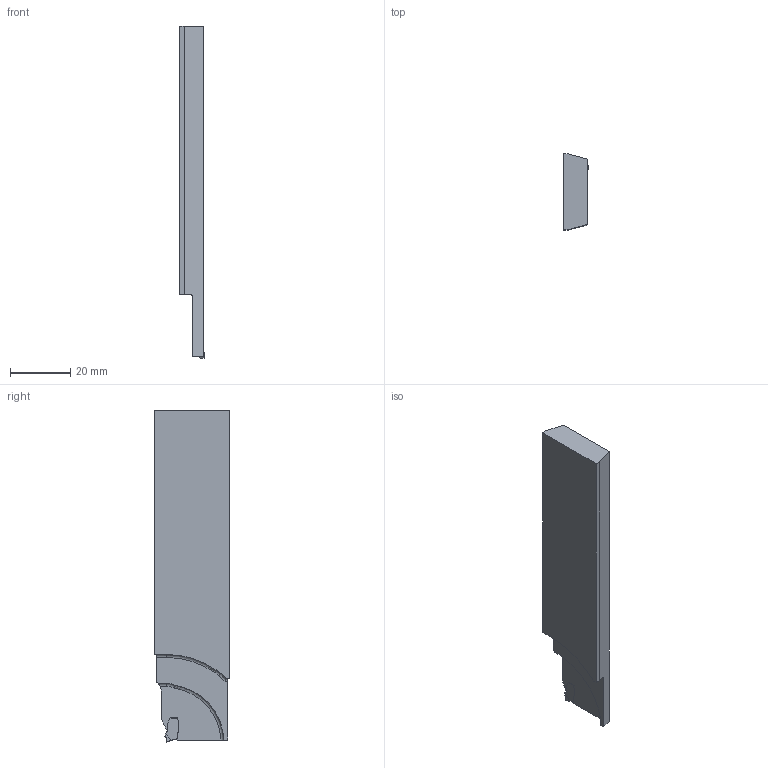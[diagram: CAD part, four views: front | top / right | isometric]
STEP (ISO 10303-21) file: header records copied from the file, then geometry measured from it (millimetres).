
FILE_DESCRIPTION(/* description */ (''),/* implementation_level */ '2;1');
FILE_NAME(/* name */ 'toolassembly_1.stp',/* time_stamp */ '2019-12-23T08:59:36+01:00',/* author */ (''),/* organization */ ('SMS'),/* preprocessor_version */ 'ST-DEVELOPER v16.7',/* originating_system */ 'SIEMENS PLM Software NX 12.0',/* authorisation */ '');
FILE_SCHEMA (('AUTOMOTIVE_DESIGN { 1 0 10303 214 3 1 1 1 }'));
Length unit declared in the file: millimetre
Products named in the file (4): ASSEMBLY_CONSTRUCTION; CUT_20191223085910; NOCUT_20191223085841; TOOLASSEMBLY_1
Assembly tree (3 placements, depth 2):
  TOOLASSEMBLY_1
    NOCUT_20191223085841
    CUT_20191223085910
    ASSEMBLY_CONSTRUCTION
Bounding box: 8.15 x 25.1 x 110 mm (x, y, z)
Volume: 17133.6 mm3; surface area: 6972.8 mm2
Topology: 2 solids, 2 shells, 75 faces, 204 edges, 141 vertices
Faces by surface type: plane 37, cylinder 30, torus 5, extrusion 3
Entity records: 2794 total; most frequent: CARTESIAN_POINT 671, DIRECTION 427, ORIENTED_EDGE 406, EDGE_CURVE 203, AXIS2_PLACEMENT_3D 148, VERTEX_POINT 132, VECTOR 131, LINE 128
